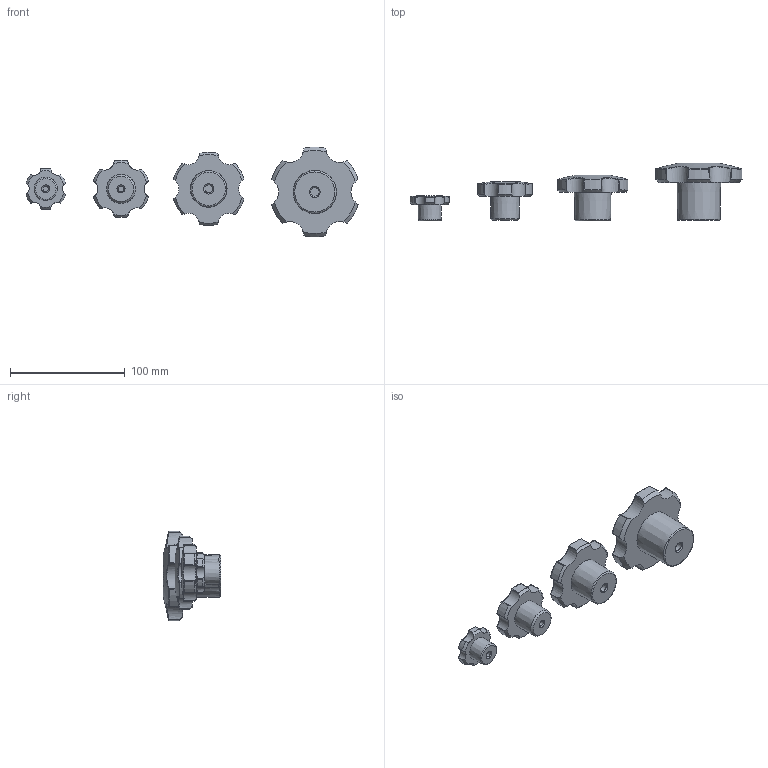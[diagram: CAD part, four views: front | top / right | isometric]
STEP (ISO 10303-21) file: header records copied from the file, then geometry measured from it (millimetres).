
FILE_DESCRIPTION(/* description */ (''),/* implementation_level */ '2;1');
FILE_NAME(/* name */ 'AK_M.stp',/* time_stamp */ '2024-03-05T11:33:48+09:00',/* author */ ('user'),/* organization */ (''),/* preprocessor_version */ 'ST-DEVELOPER v15.6',/* originating_system */ 'Autodesk Inventor 2015',/* authorisation */ '');
FILE_SCHEMA (('AUTOMOTIVE_DESIGN { 1 0 10303 214 3 1 1 }'));
Length unit declared in the file: millimetre
Products named in the file (5): AK36; AK50; AK64; AK80; 조립품2
Bounding box: 289.61 x 50.26 x 78.28 mm (x, y, z)
Volume: 191002.9 mm3; surface area: 37168.9 mm2
Topology: 4 solids, 4 shells, 258 faces, 569 edges, 327 vertices
Faces by surface type: cylinder 66, bspline 60, sphere 48, cone 37, torus 31, plane 16
Full cylindrical faces by diameter (mm): 5 x2, 7 x1, 7.5 x1, 20 x1, 34 x1
Entity records: 9016 total; most frequent: CARTESIAN_POINT 3731, ORIENTED_EDGE 1076, DIRECTION 1058, EDGE_CURVE 538, AXIS2_PLACEMENT_3D 505, VERTEX_POINT 322, CIRCLE 298, EDGE_LOOP 292
